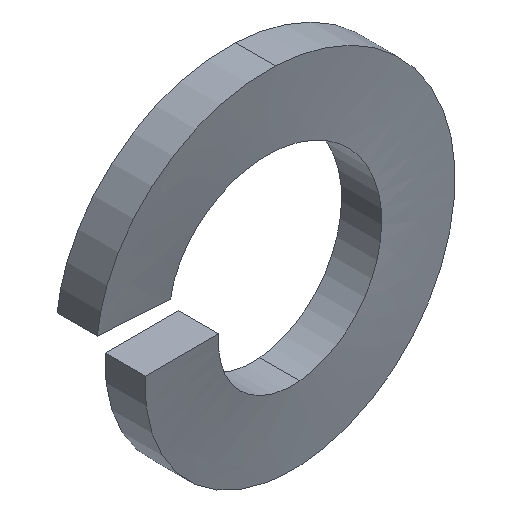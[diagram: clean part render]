
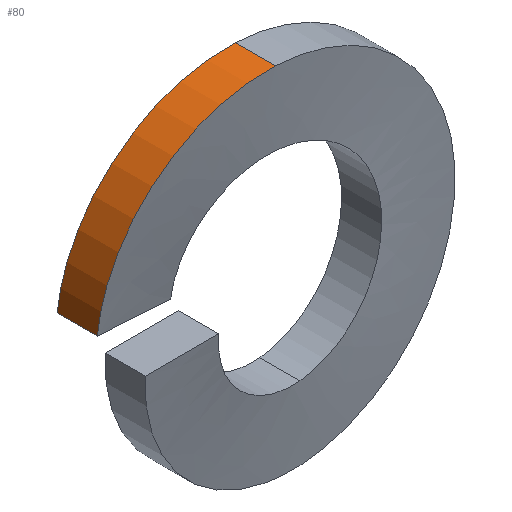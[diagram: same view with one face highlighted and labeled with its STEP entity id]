
A CAD part, isometric view. The second image highlights one B-rep face of the part: STEP entity #80.
In plain terms, the highlighted cylindrical face has radius 3.175 mm (diameter 6.35 mm), a partial arc.
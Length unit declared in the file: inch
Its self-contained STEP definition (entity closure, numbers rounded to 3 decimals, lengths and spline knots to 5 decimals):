
#1 = VERTEX_POINT ( 'NONE', #99 ) ;
#3 = EDGE_CURVE ( 'NONE', #47, #4, #106, .T. ) ;
#4 = VERTEX_POINT ( 'NONE', #105 ) ;
#5 = ORIENTED_EDGE ( 'NONE', *, *, #6, .T. ) ;
#6 = EDGE_CURVE ( 'NONE', #4, #1, #114, .T. ) ;
#17 = EDGE_CURVE ( 'NONE', #32, #47, #178, .T. ) ;
#23 = ORIENTED_EDGE ( 'NONE', *, *, #17, .T. ) ;
#24 = ORIENTED_EDGE ( 'NONE', *, *, #3, .T. ) ;
#32 = VERTEX_POINT ( 'NONE', #242 ) ;
#47 = VERTEX_POINT ( 'NONE', #218 ) ;
#75 = VECTOR ( 'NONE', #111, 39.37008 ) ;
#76 = EDGE_CURVE ( 'NONE', #32, #1, #234, .T. ) ;
#80 = ADVANCED_FACE ( 'NONE', ( #286 ), #285, .T. ) ;
#82 = CARTESIAN_POINT ( 'NONE',  ( -0.12475, 0.036, 0.00785 ) ) ;
#83 = CARTESIAN_POINT ( 'NONE',  ( -0.12028, 0.033, 0.07901 ) ) ;
#85 = CARTESIAN_POINT ( 'NONE',  ( -0.05675, 0.03, 0.11138 ) ) ;
#91 = CARTESIAN_POINT ( 'NONE',  ( -0.12475, 0.066, 0.00785 ) ) ;
#92 = CARTESIAN_POINT ( 'NONE',  ( -0.12028, 0.063, 0.07901 ) ) ;
#93 = CARTESIAN_POINT ( 'NONE',  ( -0.05675, 0.06, 0.11138 ) ) ;
#99 = CARTESIAN_POINT ( 'NONE',  ( -0.12475, 0.036, 0.00785 ) ) ;
#105 = CARTESIAN_POINT ( 'NONE',  ( -0.12475, 0.066, 0.00785 ) ) ;
#106 =( BOUNDED_CURVE ( )  B_SPLINE_CURVE ( 2, ( #119, #118, #93, #92, #91 ),
 .UNSPECIFIED., .F., .T. ) 
 B_SPLINE_CURVE_WITH_KNOTS ( ( 3, 2, 3 ),
 ( 0.75741, 0.83333, 1. ),
 .UNSPECIFIED. ) 
 CURVE ( )  GEOMETRIC_REPRESENTATION_ITEM ( )  RATIONAL_B_SPLINE_CURVE ( ( 0.935, 0.94, 1., 0.869, 1. ) ) 
 REPRESENTATION_ITEM ( '' )  );
#111 = DIRECTION ( 'NONE',  ( 0., -1., 0. ) ) ;
#112 = CARTESIAN_POINT ( 'NONE',  ( -0.12475, 0.066, 0.00785 ) ) ;
#114 = LINE ( 'NONE', #112, #75 ) ;
#118 = CARTESIAN_POINT ( 'NONE',  ( -0.03001, 0.05874, 0.125 ) ) ;
#119 = CARTESIAN_POINT ( 'NONE',  ( 0., 0.05729, 0.125 ) ) ;
#133 = ORIENTED_EDGE ( 'NONE', *, *, #76, .F. ) ;
#155 = EDGE_LOOP ( 'NONE', ( #133, #23, #24, #5 ) ) ;
#175 = DIRECTION ( 'NONE',  ( 0., 1., 0. ) ) ;
#176 = VECTOR ( 'NONE', #175, 39.37008 ) ;
#177 = CARTESIAN_POINT ( 'NONE',  ( 0., 0., 0.125 ) ) ;
#178 = LINE ( 'NONE', #177, #176 ) ;
#218 = CARTESIAN_POINT ( 'NONE',  ( 0., 0.05729, 0.125 ) ) ;
#234 =( BOUNDED_CURVE ( )  B_SPLINE_CURVE ( 2, ( #251, #250, #85, #83, #82 ),
 .UNSPECIFIED., .F., .T. ) 
 B_SPLINE_CURVE_WITH_KNOTS ( ( 3, 2, 3 ),
 ( 0.75741, 0.83333, 1. ),
 .UNSPECIFIED. ) 
 CURVE ( )  GEOMETRIC_REPRESENTATION_ITEM ( )  RATIONAL_B_SPLINE_CURVE ( ( 0.935, 0.94, 1., 0.869, 1. ) ) 
 REPRESENTATION_ITEM ( '' )  );
#242 = CARTESIAN_POINT ( 'NONE',  ( 0., 0.02729, 0.125 ) ) ;
#250 = CARTESIAN_POINT ( 'NONE',  ( -0.03001, 0.02874, 0.125 ) ) ;
#251 = CARTESIAN_POINT ( 'NONE',  ( 0., 0.02729, 0.125 ) ) ;
#283 = CARTESIAN_POINT ( 'NONE',  ( 0., 0., 0. ) ) ;
#285 = CYLINDRICAL_SURFACE ( 'NONE', #330, 0.125 ) ;
#286 = FACE_OUTER_BOUND ( 'NONE', #155, .T. ) ;
#328 = DIRECTION ( 'NONE',  ( 0., 0., 1. ) ) ;
#329 = DIRECTION ( 'NONE',  ( 0., 1., 0. ) ) ;
#330 = AXIS2_PLACEMENT_3D ( 'NONE', #283, #329, #328 ) ;
